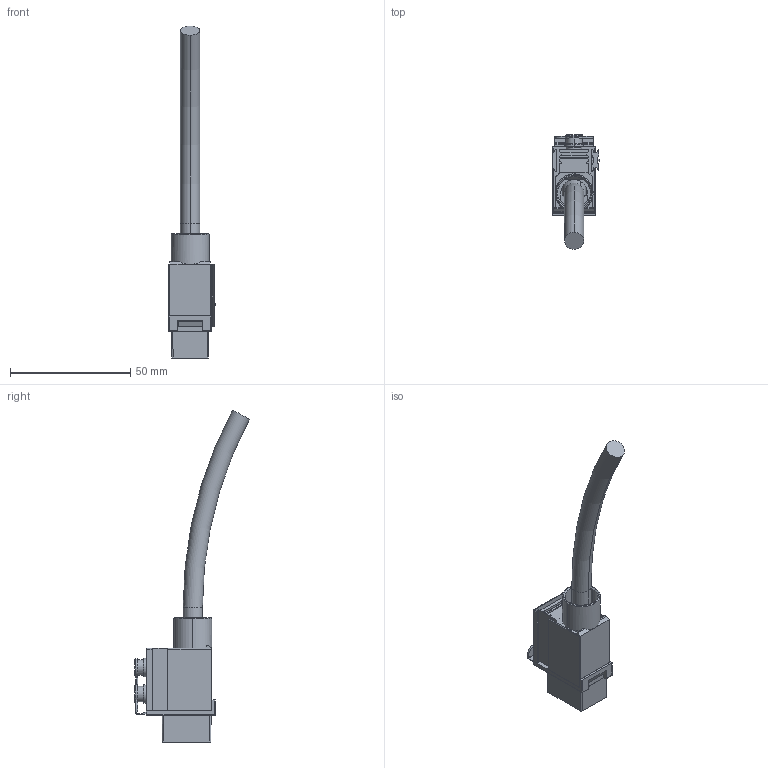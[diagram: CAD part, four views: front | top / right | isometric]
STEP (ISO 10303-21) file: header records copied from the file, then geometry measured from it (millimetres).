
FILE_DESCRIPTION (( 'STEP AP214' ), '1' );
FILE_NAME ('FD50UL傷赽.STEP', '2023-06-12T06:31:16', ( 'Windows User' ), ( 'P R C' ), 'SwSTEP 2.0', 'SolidWorks 2021', '' );
FILE_SCHEMA (( 'AUTOMOTIVE_DESIGN' ));
Length unit declared in the file: millimetre
Products named in the file (8): FD50UL傷赽; FD50UL諉盄傷-230407; FD50UL蟀諉え; FD50UL褲极; M5X14.5蹟佪; M10X11.5蹟佪; FD50UL綴裔; FD50UL絳盄
Assembly tree (7 placements, depth 2):
  FD50UL傷赽
    FD50UL諉盄傷-230407
    M5X14.5蹟佪
    M10X11.5蹟佪
    FD50UL蟀諉え
    FD50UL褲极
    FD50UL絳盄
    FD50UL綴裔
Bounding box: 19.3 x 47.7 x 137.81 mm (x, y, z)
Volume: 14327.1 mm3; surface area: 17411.1 mm2
Topology: 6 solids, 8 shells, 733 faces, 1835 edges, 1123 vertices
Faces by surface type: plane 495, cylinder 138, cone 51, bspline 23, torus 14, sphere 12
Entity records: 27364 total; most frequent: CARTESIAN_POINT 9998, ORIENTED_EDGE 3648, DIRECTION 3371, EDGE_CURVE 1826, VECTOR 1297, LINE 1297, VERTEX_POINT 1123, AXIS2_PLACEMENT_3D 1037
